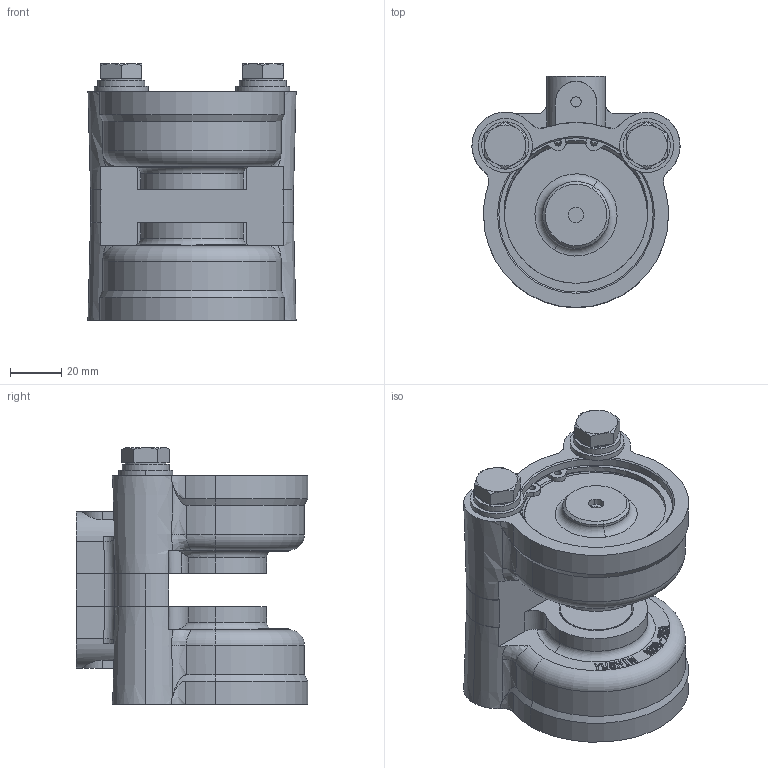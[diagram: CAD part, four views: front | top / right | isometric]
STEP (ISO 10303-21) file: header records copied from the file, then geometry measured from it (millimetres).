
FILE_DESCRIPTION (( 'STEP AP203' ), '1' );
FILE_NAME ('NDB-20A(Web—p).STEP', '2024-11-22T01:30:21', ( '' ), ( '' ), 'SwSTEP 2.0', 'SolidWorks 2024', '' );
FILE_SCHEMA (( 'CONFIG_CONTROL_DESIGN' ));
Length unit declared in the file: millimetre
Products named in the file (1): NDB-20A(Web用)
Bounding box: 81 x 90 x 99.9 mm (x, y, z)
Volume: 335307.1 mm3; surface area: 52143.2 mm2
Topology: 1 solids, 1 shells, 906 faces, 2404 edges, 1542 vertices
Faces by surface type: plane 432, bspline 188, cylinder 186, cone 84, torus 16
Entity records: 36177 total; most frequent: CARTESIAN_POINT 15084, ORIENTED_EDGE 4800, DIRECTION 3745, EDGE_CURVE 2400, VERTEX_POINT 1542, LINE 1313, VECTOR 1313, AXIS2_PLACEMENT_3D 1216
